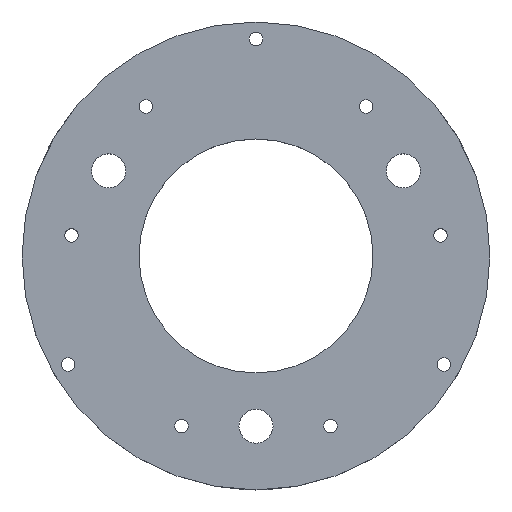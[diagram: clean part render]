
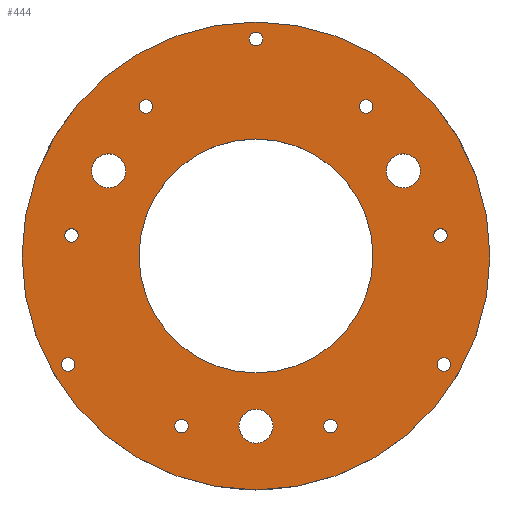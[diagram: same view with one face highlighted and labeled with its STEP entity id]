
A CAD part, top view. The second image highlights one B-rep face of the part: STEP entity #444.
In plain terms, the highlighted planar face has unit normal (0, 0, 1).
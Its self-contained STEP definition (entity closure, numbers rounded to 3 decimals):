
#18=FACE_BOUND('',#95,.T.);
#19=FACE_BOUND('',#96,.T.);
#20=FACE_BOUND('',#97,.T.);
#21=FACE_BOUND('',#98,.T.);
#22=FACE_BOUND('',#99,.T.);
#23=FACE_BOUND('',#100,.T.);
#24=FACE_BOUND('',#101,.T.);
#25=FACE_BOUND('',#102,.T.);
#26=FACE_BOUND('',#103,.T.);
#27=FACE_BOUND('',#104,.T.);
#28=FACE_BOUND('',#105,.T.);
#29=FACE_BOUND('',#106,.T.);
#30=FACE_BOUND('',#107,.T.);
#47=PLANE('',#511);
#69=FACE_OUTER_BOUND('',#94,.T.);
#94=EDGE_LOOP('',(#379));
#95=EDGE_LOOP('',(#380));
#96=EDGE_LOOP('',(#381));
#97=EDGE_LOOP('',(#382));
#98=EDGE_LOOP('',(#383));
#99=EDGE_LOOP('',(#384));
#100=EDGE_LOOP('',(#385));
#101=EDGE_LOOP('',(#386));
#102=EDGE_LOOP('',(#387));
#103=EDGE_LOOP('',(#388));
#104=EDGE_LOOP('',(#389));
#105=EDGE_LOOP('',(#390));
#106=EDGE_LOOP('',(#391));
#107=EDGE_LOOP('',(#392));
#125=CIRCLE('',#470,27.5);
#127=CIRCLE('',#473,1.6);
#129=CIRCLE('',#476,1.6);
#131=CIRCLE('',#479,1.6);
#133=CIRCLE('',#482,1.6);
#135=CIRCLE('',#485,1.6);
#137=CIRCLE('',#488,1.6);
#139=CIRCLE('',#491,1.6);
#141=CIRCLE('',#494,4.);
#143=CIRCLE('',#497,4.);
#145=CIRCLE('',#500,4.);
#147=CIRCLE('',#503,1.6);
#149=CIRCLE('',#506,1.6);
#151=CIRCLE('',#509,55.);
#208=VERTEX_POINT('',#781);
#210=VERTEX_POINT('',#787);
#212=VERTEX_POINT('',#793);
#214=VERTEX_POINT('',#799);
#216=VERTEX_POINT('',#805);
#218=VERTEX_POINT('',#811);
#220=VERTEX_POINT('',#817);
#222=VERTEX_POINT('',#823);
#224=VERTEX_POINT('',#829);
#226=VERTEX_POINT('',#835);
#228=VERTEX_POINT('',#841);
#230=VERTEX_POINT('',#847);
#232=VERTEX_POINT('',#853);
#234=VERTEX_POINT('',#859);
#251=EDGE_CURVE('',#208,#208,#125,.T.);
#254=EDGE_CURVE('',#210,#210,#127,.T.);
#257=EDGE_CURVE('',#212,#212,#129,.T.);
#260=EDGE_CURVE('',#214,#214,#131,.T.);
#263=EDGE_CURVE('',#216,#216,#133,.T.);
#266=EDGE_CURVE('',#218,#218,#135,.T.);
#269=EDGE_CURVE('',#220,#220,#137,.T.);
#272=EDGE_CURVE('',#222,#222,#139,.T.);
#275=EDGE_CURVE('',#224,#224,#141,.T.);
#278=EDGE_CURVE('',#226,#226,#143,.T.);
#281=EDGE_CURVE('',#228,#228,#145,.T.);
#284=EDGE_CURVE('',#230,#230,#147,.T.);
#287=EDGE_CURVE('',#232,#232,#149,.T.);
#290=EDGE_CURVE('',#234,#234,#151,.T.);
#379=ORIENTED_EDGE('',*,*,#290,.T.);
#380=ORIENTED_EDGE('',*,*,#251,.T.);
#381=ORIENTED_EDGE('',*,*,#254,.T.);
#382=ORIENTED_EDGE('',*,*,#257,.T.);
#383=ORIENTED_EDGE('',*,*,#260,.T.);
#384=ORIENTED_EDGE('',*,*,#263,.T.);
#385=ORIENTED_EDGE('',*,*,#266,.T.);
#386=ORIENTED_EDGE('',*,*,#269,.T.);
#387=ORIENTED_EDGE('',*,*,#272,.T.);
#388=ORIENTED_EDGE('',*,*,#275,.T.);
#389=ORIENTED_EDGE('',*,*,#278,.T.);
#390=ORIENTED_EDGE('',*,*,#281,.T.);
#391=ORIENTED_EDGE('',*,*,#284,.T.);
#392=ORIENTED_EDGE('',*,*,#287,.T.);
#444=ADVANCED_FACE('',(#69,#18,#19,#20,#21,#22,#23,#24,#25,#26,#27,#28,
#29,#30),#47,.T.);
#470=AXIS2_PLACEMENT_3D('',#782,#538,#539);
#473=AXIS2_PLACEMENT_3D('',#788,#545,#546);
#476=AXIS2_PLACEMENT_3D('',#794,#552,#553);
#479=AXIS2_PLACEMENT_3D('',#800,#559,#560);
#482=AXIS2_PLACEMENT_3D('',#806,#566,#567);
#485=AXIS2_PLACEMENT_3D('',#812,#573,#574);
#488=AXIS2_PLACEMENT_3D('',#818,#580,#581);
#491=AXIS2_PLACEMENT_3D('',#824,#587,#588);
#494=AXIS2_PLACEMENT_3D('',#830,#594,#595);
#497=AXIS2_PLACEMENT_3D('',#836,#601,#602);
#500=AXIS2_PLACEMENT_3D('',#842,#608,#609);
#503=AXIS2_PLACEMENT_3D('',#848,#615,#616);
#506=AXIS2_PLACEMENT_3D('',#854,#622,#623);
#509=AXIS2_PLACEMENT_3D('',#860,#629,#630);
#511=AXIS2_PLACEMENT_3D('',#864,#634,#635);
#538=DIRECTION('center_axis',(0.,0.,-1.));
#539=DIRECTION('ref_axis',(-1.,0.,0.));
#545=DIRECTION('center_axis',(0.,0.,-1.));
#546=DIRECTION('ref_axis',(-1.,0.,0.));
#552=DIRECTION('center_axis',(0.,0.,-1.));
#553=DIRECTION('ref_axis',(-1.,0.,0.));
#559=DIRECTION('center_axis',(0.,0.,-1.));
#560=DIRECTION('ref_axis',(-1.,0.,0.));
#566=DIRECTION('center_axis',(0.,0.,-1.));
#567=DIRECTION('ref_axis',(-1.,0.,0.));
#573=DIRECTION('center_axis',(0.,0.,-1.));
#574=DIRECTION('ref_axis',(-1.,0.,0.));
#580=DIRECTION('center_axis',(0.,0.,-1.));
#581=DIRECTION('ref_axis',(-1.,0.,0.));
#587=DIRECTION('center_axis',(0.,0.,-1.));
#588=DIRECTION('ref_axis',(-1.,0.,0.));
#594=DIRECTION('center_axis',(0.,0.,-1.));
#595=DIRECTION('ref_axis',(-1.,0.,0.));
#601=DIRECTION('center_axis',(0.,0.,-1.));
#602=DIRECTION('ref_axis',(-1.,0.,0.));
#608=DIRECTION('center_axis',(0.,0.,-1.));
#609=DIRECTION('ref_axis',(-1.,0.,0.));
#615=DIRECTION('center_axis',(0.,0.,-1.));
#616=DIRECTION('ref_axis',(-1.,0.,0.));
#622=DIRECTION('center_axis',(0.,0.,-1.));
#623=DIRECTION('ref_axis',(-1.,0.,0.));
#629=DIRECTION('center_axis',(0.,0.,1.));
#630=DIRECTION('ref_axis',(1.,0.,0.));
#634=DIRECTION('center_axis',(0.,0.,1.));
#635=DIRECTION('ref_axis',(1.,0.,0.));
#781=CARTESIAN_POINT('',(27.5,0.,110.));
#782=CARTESIAN_POINT('Origin',(0.,0.,110.));
#787=CARTESIAN_POINT('',(44.991,4.845,110.));
#788=CARTESIAN_POINT('Origin',(43.391,4.845,110.));
#793=CARTESIAN_POINT('',(-24.291,35.155,110.));
#794=CARTESIAN_POINT('Origin',(-25.891,35.155,110.));
#799=CARTESIAN_POINT('',(19.1,-40.,110.));
#800=CARTESIAN_POINT('Origin',(17.5,-40.,110.));
#805=CARTESIAN_POINT('',(27.491,35.155,110.));
#806=CARTESIAN_POINT('Origin',(25.891,35.155,110.));
#811=CARTESIAN_POINT('',(-41.791,4.845,110.));
#812=CARTESIAN_POINT('Origin',(-43.391,4.845,110.));
#817=CARTESIAN_POINT('',(-15.9,-40.,110.));
#818=CARTESIAN_POINT('Origin',(-17.5,-40.,110.));
#823=CARTESIAN_POINT('',(45.767,-25.5,110.));
#824=CARTESIAN_POINT('Origin',(44.167,-25.5,110.));
#829=CARTESIAN_POINT('',(-30.641,20.,110.));
#830=CARTESIAN_POINT('Origin',(-34.641,20.,110.));
#835=CARTESIAN_POINT('',(38.641,20.,110.));
#836=CARTESIAN_POINT('Origin',(34.641,20.,110.));
#841=CARTESIAN_POINT('',(4.,-40.,110.));
#842=CARTESIAN_POINT('Origin',(0.,-40.,110.));
#847=CARTESIAN_POINT('',(-42.567,-25.5,110.));
#848=CARTESIAN_POINT('Origin',(-44.167,-25.5,110.));
#853=CARTESIAN_POINT('',(1.6,51.,110.));
#854=CARTESIAN_POINT('Origin',(0.,51.,110.));
#859=CARTESIAN_POINT('',(-55.,0.,110.));
#860=CARTESIAN_POINT('Origin',(0.,0.,110.));
#864=CARTESIAN_POINT('Origin',(0.,0.,110.));
